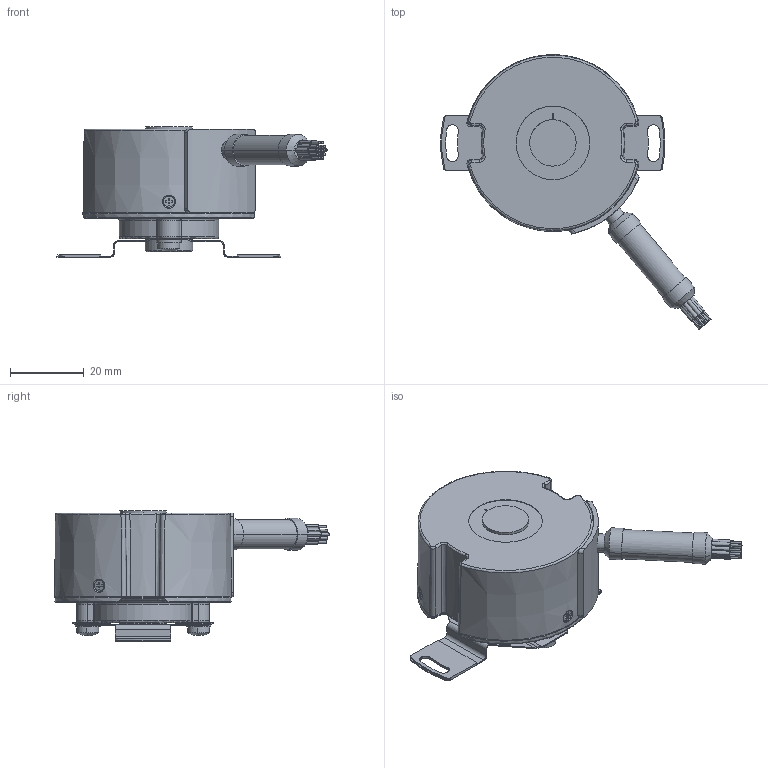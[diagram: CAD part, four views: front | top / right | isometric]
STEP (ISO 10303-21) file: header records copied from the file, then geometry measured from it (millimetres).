
FILE_DESCRIPTION(('CoCreate Modeling STEP Export'),'2;1');
FILE_NAME('48T2_PCD_55mm_coupling.stp','2023-08-16T16:49:43',(''),(''),'CoCreate Modeling STEP processor for AP203 (Solid Model)','CoCreate Modeling 17.0B 09-Oct-2010 (C) Parametric Technology GmbH','');
FILE_SCHEMA(('CONFIG_CONTROL_DESIGN'));
Length unit declared in the file: millimetre
Products named in the file (2): 48T2_PCD_55mm_coupling
Assembly tree (1 placements, depth 2):
  48T2_PCD_55mm_coupling
    48T2_PCD_55mm_coupling
Bounding box: 73.36 x 74.6 x 35.42 mm (x, y, z)
Volume: 46274.4 mm3; surface area: 14013.3 mm2
Topology: 1 solids, 5 shells, 572 faces, 1422 edges, 910 vertices
Faces by surface type: cylinder 233, plane 212, cone 50, bspline 34, torus 32, sphere 8, extrusion 3
Entity records: 20798 total; most frequent: CARTESIAN_POINT 7765, ORIENTED_EDGE 2844, DIRECTION 2482, EDGE_CURVE 1418, AXIS2_PLACEMENT_3D 955, VERTEX_POINT 910, EDGE_LOOP 643, FACE_OUTER_BOUND 572
